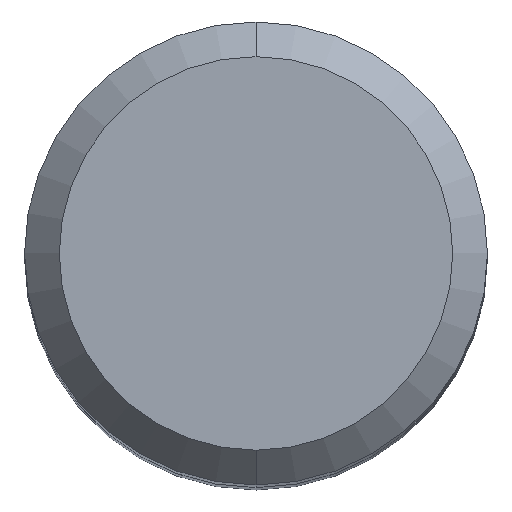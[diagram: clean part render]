
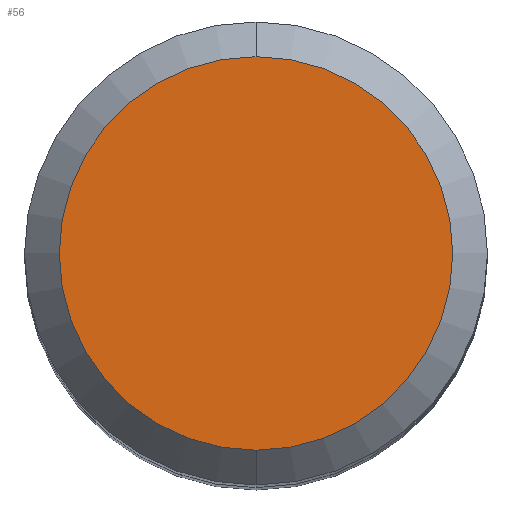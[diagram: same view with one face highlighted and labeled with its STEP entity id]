
A CAD part, top view. The second image highlights one B-rep face of the part: STEP entity #56.
In plain terms, the highlighted planar face has unit normal (0, 0, 1).
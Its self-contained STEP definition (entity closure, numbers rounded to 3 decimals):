
#56=ADVANCED_FACE('',(#122),#123,.T.);
#122=FACE_OUTER_BOUND('',#200,.T.);
#123=PLANE('',#201);
#200=EDGE_LOOP('',(#277,#278));
#201=AXIS2_PLACEMENT_3D('',#279,#280,#281);
#277=ORIENTED_EDGE('',*,*,#397,.F.);
#278=ORIENTED_EDGE('',*,*,#400,.F.);
#279=CARTESIAN_POINT('',(0.,4.25,50.0));
#280=DIRECTION('',(0.,0.0,1.0));
#281=DIRECTION('',(0.0,-1.0,0.0));
#397=EDGE_CURVE('',#463,#465,#466,.T.);
#400=EDGE_CURVE('',#465,#463,#469,.T.);
#463=VERTEX_POINT('',#529);
#465=VERTEX_POINT('',#532);
#466=CIRCLE('',#533,8.5);
#469=CIRCLE('',#537,8.5);
#529=CARTESIAN_POINT('',(0.,8.5,50.0));
#532=CARTESIAN_POINT('',(0.,-8.5,50.0));
#533=AXIS2_PLACEMENT_3D('',#590,#591,#592);
#537=AXIS2_PLACEMENT_3D('',#594,#595,#596);
#590=CARTESIAN_POINT('',(0.,0.,50.0));
#591=DIRECTION('',(0.,0.0,-1.0));
#592=DIRECTION('',(0.0,1.0,0.0));
#594=CARTESIAN_POINT('',(0.,0.,50.0));
#595=DIRECTION('',(0.,0.0,-1.0));
#596=DIRECTION('',(0.0,1.0,0.0));
